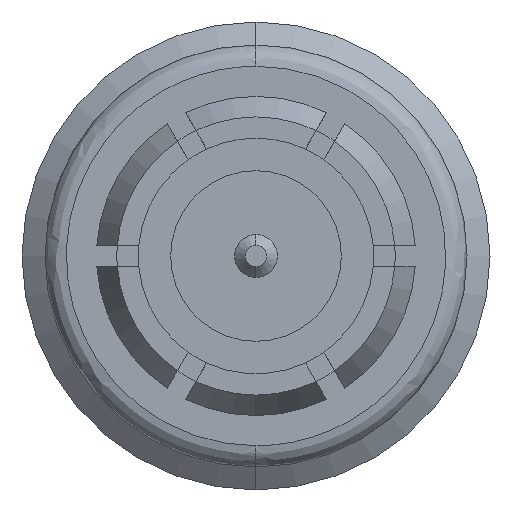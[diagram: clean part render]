
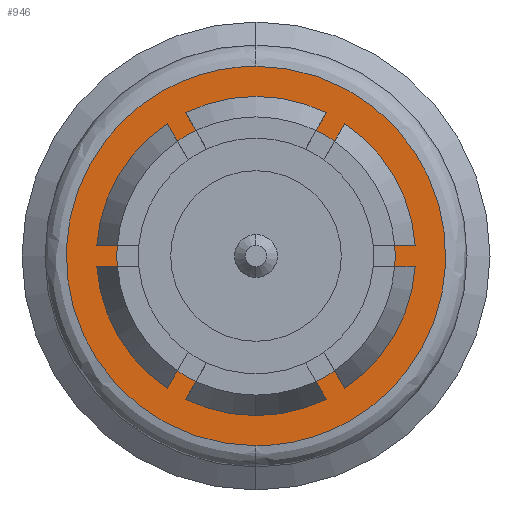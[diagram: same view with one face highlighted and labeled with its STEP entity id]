
A CAD part, left-side view. The second image highlights one B-rep face of the part: STEP entity #946.
In plain terms, the highlighted planar face has unit normal (-1, 0, 0).
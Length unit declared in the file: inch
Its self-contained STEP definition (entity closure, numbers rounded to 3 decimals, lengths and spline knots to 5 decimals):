
#196 = EDGE_CURVE ( 'NONE', #1180, #2421, #656, .T. ) ;
#209 = CARTESIAN_POINT ( 'NONE',  ( 0.16462, 0., -0.08895 ) ) ;
#237 = CARTESIAN_POINT ( 'NONE',  ( 0.16462, 0., 0. ) ) ;
#476 = CARTESIAN_POINT ( 'NONE',  ( 0.16462, 0., -0.08895 ) ) ;
#486 = AXIS2_PLACEMENT_3D ( 'NONE', #237, #607, #3015 ) ;
#494 = FACE_BOUND ( 'NONE', #3154, .T. ) ;
#551 = CARTESIAN_POINT ( 'NONE',  ( 0.16462, 0., 0.08895 ) ) ;
#607 = DIRECTION ( 'NONE',  ( -1., 0., 0. ) ) ;
#656 =( BOUNDED_CURVE ( )  B_SPLINE_CURVE ( 3, ( #476, #2864, #3293, #2529 ),
 .UNSPECIFIED., .F., .T. ) 
 B_SPLINE_CURVE_WITH_KNOTS ( ( 4, 4 ),
 ( 0., 1. ),
 .UNSPECIFIED. ) 
 CURVE ( )  GEOMETRIC_REPRESENTATION_ITEM ( )  RATIONAL_B_SPLINE_CURVE ( ( 1., 0.333, 0.333, 1. ) ) 
 REPRESENTATION_ITEM ( '' )  );
#925 = CARTESIAN_POINT ( 'NONE',  ( 0.16462, -0.1779, -0.08895 ) ) ;
#946 = ADVANCED_FACE ( 'NONE', ( #494, #2227 ), #1545, .F. ) ;
#1049 = ORIENTED_EDGE ( 'NONE', *, *, #196, .F. ) ;
#1102 = VERTEX_POINT ( 'NONE', #1173 ) ;
#1173 = CARTESIAN_POINT ( 'NONE',  ( 0.16462, 0., 0.06522 ) ) ;
#1180 = VERTEX_POINT ( 'NONE', #4041 ) ;
#1184 = CARTESIAN_POINT ( 'NONE',  ( 0.16462, 0.06885, 0. ) ) ;
#1223 = ORIENTED_EDGE ( 'NONE', *, *, #2867, .F. ) ;
#1338 = CARTESIAN_POINT ( 'NONE',  ( 0.16462, 0., -0.06522 ) ) ;
#1545 = PLANE ( 'NONE',  #2174 ) ;
#1753 =( BOUNDED_CURVE ( )  B_SPLINE_CURVE ( 3, ( #2170, #3552, #925, #209 ),
 .UNSPECIFIED., .F., .T. ) 
 B_SPLINE_CURVE_WITH_KNOTS ( ( 4, 4 ),
 ( 0., 1. ),
 .UNSPECIFIED. ) 
 CURVE ( )  GEOMETRIC_REPRESENTATION_ITEM ( )  RATIONAL_B_SPLINE_CURVE ( ( 1., 0.333, 0.333, 1. ) ) 
 REPRESENTATION_ITEM ( '' )  );
#2101 = CIRCLE ( 'NONE', #3188, 0.06522 ) ;
#2170 = CARTESIAN_POINT ( 'NONE',  ( 0.16462, 0., 0.08895 ) ) ;
#2174 = AXIS2_PLACEMENT_3D ( 'NONE', #1184, #2576, #4314 ) ;
#2197 = DIRECTION ( 'NONE',  ( 0., 0., 1. ) ) ;
#2227 = FACE_OUTER_BOUND ( 'NONE', #4201, .T. ) ;
#2421 = VERTEX_POINT ( 'NONE', #551 ) ;
#2525 = CARTESIAN_POINT ( 'NONE',  ( 0.16462, 0., 0. ) ) ;
#2529 = CARTESIAN_POINT ( 'NONE',  ( 0.16462, 0., 0.08895 ) ) ;
#2576 = DIRECTION ( 'NONE',  ( 1., 0., 0. ) ) ;
#2732 = EDGE_CURVE ( 'NONE', #1102, #3893, #2101, .T. ) ;
#2736 = CIRCLE ( 'NONE', #486, 0.06522 ) ;
#2864 = CARTESIAN_POINT ( 'NONE',  ( 0.16462, 0.1779, -0.08895 ) ) ;
#2867 = EDGE_CURVE ( 'NONE', #2421, #1180, #1753, .T. ) ;
#3015 = DIRECTION ( 'NONE',  ( 0., 0., 1. ) ) ;
#3154 = EDGE_LOOP ( 'NONE', ( #3547, #4253 ) ) ;
#3188 = AXIS2_PLACEMENT_3D ( 'NONE', #2525, #4329, #2197 ) ;
#3293 = CARTESIAN_POINT ( 'NONE',  ( 0.16462, 0.1779, 0.08895 ) ) ;
#3547 = ORIENTED_EDGE ( 'NONE', *, *, #3689, .F. ) ;
#3552 = CARTESIAN_POINT ( 'NONE',  ( 0.16462, -0.1779, 0.08895 ) ) ;
#3689 = EDGE_CURVE ( 'NONE', #3893, #1102, #2736, .T. ) ;
#3893 = VERTEX_POINT ( 'NONE', #1338 ) ;
#4041 = CARTESIAN_POINT ( 'NONE',  ( 0.16462, 0., -0.08895 ) ) ;
#4201 = EDGE_LOOP ( 'NONE', ( #1049, #1223 ) ) ;
#4253 = ORIENTED_EDGE ( 'NONE', *, *, #2732, .F. ) ;
#4314 = DIRECTION ( 'NONE',  ( 0., 0., -1. ) ) ;
#4329 = DIRECTION ( 'NONE',  ( -1., 0., 0. ) ) ;
